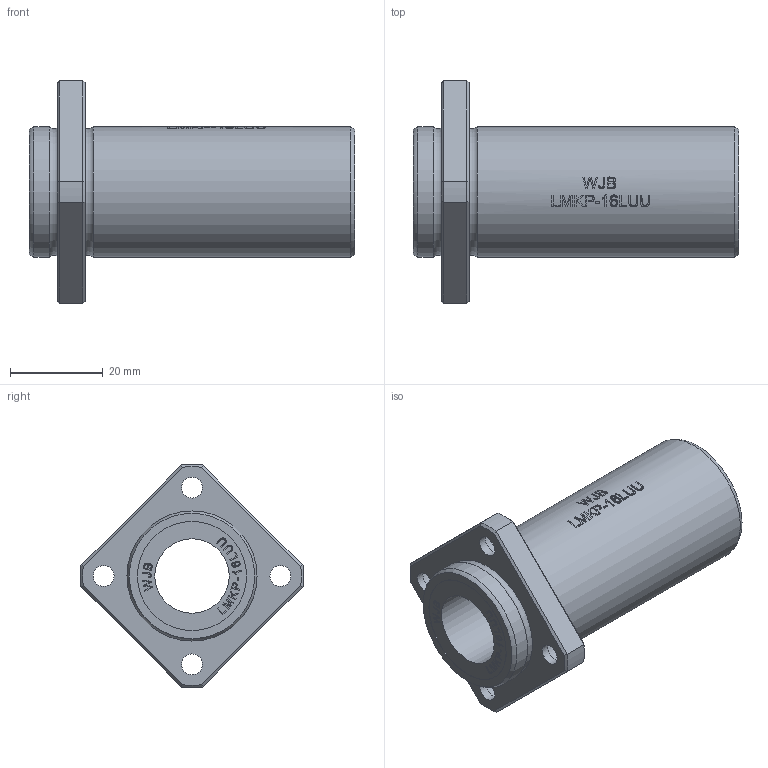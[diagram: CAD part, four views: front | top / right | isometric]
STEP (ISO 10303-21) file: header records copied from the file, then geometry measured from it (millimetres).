
FILE_DESCRIPTION(/* description */ (''),/* implementation_level */ '2;1');
FILE_NAME(/* name */ 'WJB-LMKP-16LUU.stp',/* time_stamp */ '2019-01-27T12:32:10+08:00',/* author */ (''),/* organization */ (''),/* preprocessor_version */ 'ST-DEVELOPER v11',/* originating_system */ 'SIEMENS UGS NX 6.0',/* authorisation */ '');
FILE_SCHEMA (('AUTOMOTIVE_DESIGN { 1 0 10303 214 1 1 1 1 }'));
Length unit declared in the file: millimetre
Products named in the file (1): ROCKE321z1bg
Bounding box: 70 x 47.98 x 47.98 mm (x, y, z)
Volume: 32244 mm3; surface area: 12636.5 mm2
Topology: 1 solids, 1 shells, 408 faces, 1021 edges, 674 vertices
Faces by surface type: plane 260, extrusion 102, cylinder 34, cone 8, torus 4
Full cylindrical faces by diameter (mm): 4.5 x4, 8 x4, 16 x1, 23.5 x2, 28 x2
Entity records: 15189 total; most frequent: CARTESIAN_POINT 6064, ORIENTED_EDGE 2008, DIRECTION 1464, EDGE_CURVE 1004, VERTEX_POINT 674, VECTOR 610, LINE 508, EDGE_LOOP 494
